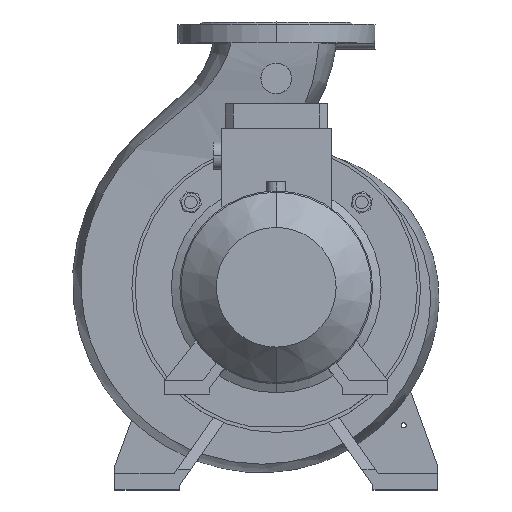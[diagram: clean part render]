
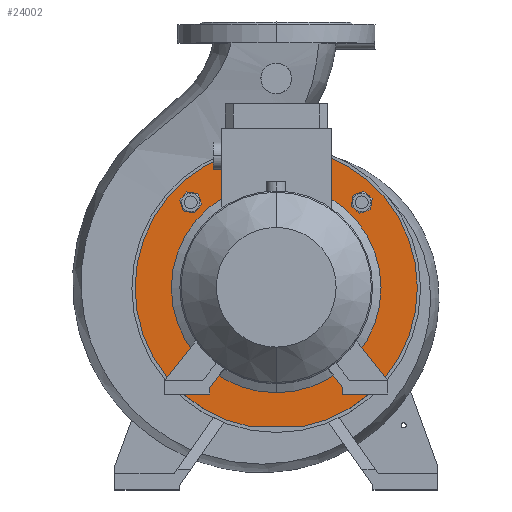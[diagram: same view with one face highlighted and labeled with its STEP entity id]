
A CAD part, top view. The second image highlights one B-rep face of the part: STEP entity #24002.
In plain terms, the highlighted planar face has unit normal (0, 0, 1).
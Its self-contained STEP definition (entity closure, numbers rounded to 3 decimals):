
#167 = DIRECTION ( 'NONE',  ( 0., -1., 0. ) ) ;
#910 = CIRCLE ( 'NONE', #61199, 11.4 ) ;
#960 = ORIENTED_EDGE ( 'NONE', *, *, #8166, .F. ) ;
#1364 = VERTEX_POINT ( 'NONE', #49927 ) ;
#2466 = DIRECTION ( 'NONE',  ( 0., 0., -1. ) ) ;
#2952 = AXIS2_PLACEMENT_3D ( 'NONE', #13267, #56444, #9295 ) ;
#4082 = CIRCLE ( 'NONE', #13281, 130. ) ;
#4495 = CARTESIAN_POINT ( 'NONE',  ( 106.066, -106.066, 243. ) ) ;
#4597 = EDGE_CURVE ( 'NONE', #20146, #16236, #8776, .T. ) ;
#4708 = FACE_BOUND ( 'NONE', #6006, .T. ) ;
#4887 = CIRCLE ( 'NONE', #23980, 11.4 ) ;
#5766 = VERTEX_POINT ( 'NONE', #41982 ) ;
#6006 = EDGE_LOOP ( 'NONE', ( #56845, #9947 ) ) ;
#6275 = FACE_BOUND ( 'NONE', #39619, .T. ) ;
#6300 = VECTOR ( 'NONE', #16035, 1000. ) ;
#7190 = CARTESIAN_POINT ( 'NONE',  ( 0., 175., 243. ) ) ;
#7552 = VERTEX_POINT ( 'NONE', #23947 ) ;
#8154 = ORIENTED_EDGE ( 'NONE', *, *, #33825, .T. ) ;
#8166 = EDGE_CURVE ( 'NONE', #5766, #45922, #59512, .T. ) ;
#8234 = ORIENTED_EDGE ( 'NONE', *, *, #30225, .F. ) ;
#8776 = LINE ( 'NONE', #51424, #6300 ) ;
#9032 = CARTESIAN_POINT ( 'NONE',  ( 106.066, 106.066, 243. ) ) ;
#9295 = DIRECTION ( 'NONE',  ( 0., -1., 0. ) ) ;
#9706 = CARTESIAN_POINT ( 'NONE',  ( -32.265, -172., 243. ) ) ;
#9755 = CARTESIAN_POINT ( 'NONE',  ( 0., 0., 243. ) ) ;
#9947 = ORIENTED_EDGE ( 'NONE', *, *, #53452, .T. ) ;
#9980 = DIRECTION ( 'NONE',  ( 0., 1., 0. ) ) ;
#10151 = EDGE_LOOP ( 'NONE', ( #8234, #960 ) ) ;
#10618 = AXIS2_PLACEMENT_3D ( 'NONE', #21841, #62354, #12041 ) ;
#10856 = DIRECTION ( 'NONE',  ( 0., 0., 1. ) ) ;
#11686 = ORIENTED_EDGE ( 'NONE', *, *, #21390, .T. ) ;
#11904 = ORIENTED_EDGE ( 'NONE', *, *, #38579, .T. ) ;
#12041 = DIRECTION ( 'NONE',  ( 0., 1., 0. ) ) ;
#13043 = ORIENTED_EDGE ( 'NONE', *, *, #60575, .F. ) ;
#13267 = CARTESIAN_POINT ( 'NONE',  ( -106.066, -106.066, 243. ) ) ;
#13281 = AXIS2_PLACEMENT_3D ( 'NONE', #60908, #41560, #31297 ) ;
#13590 = CARTESIAN_POINT ( 'NONE',  ( 106.066, -106.066, 243. ) ) ;
#14354 = AXIS2_PLACEMENT_3D ( 'NONE', #36268, #10856, #47598 ) ;
#14486 = CIRCLE ( 'NONE', #14354, 11.4 ) ;
#14573 = CIRCLE ( 'NONE', #2952, 11.4 ) ;
#15102 = CIRCLE ( 'NONE', #58113, 11.4 ) ;
#16035 = DIRECTION ( 'NONE',  ( 1., 0., 0. ) ) ;
#16236 = VERTEX_POINT ( 'NONE', #26256 ) ;
#16681 = CARTESIAN_POINT ( 'NONE',  ( 0., 130., 243. ) ) ;
#17385 = CARTESIAN_POINT ( 'NONE',  ( 104.086, 94.839, 243. ) ) ;
#18906 = DIRECTION ( 'NONE',  ( 0., -1., 0. ) ) ;
#19147 = DIRECTION ( 'NONE',  ( 0., -1., 0. ) ) ;
#19618 = DIRECTION ( 'NONE',  ( 0., 0., -1. ) ) ;
#19652 = ORIENTED_EDGE ( 'NONE', *, *, #4597, .T. ) ;
#19835 = DIRECTION ( 'NONE',  ( 0., -1., 0. ) ) ;
#20146 = VERTEX_POINT ( 'NONE', #9706 ) ;
#21228 = CARTESIAN_POINT ( 'NONE',  ( -106.066, 106.066, 243. ) ) ;
#21390 = EDGE_CURVE ( 'NONE', #37871, #24426, #46939, .T. ) ;
#21761 = ORIENTED_EDGE ( 'NONE', *, *, #27864, .T. ) ;
#21841 = CARTESIAN_POINT ( 'NONE',  ( 0., 0., 243. ) ) ;
#23947 = CARTESIAN_POINT ( 'NONE',  ( 0., -130., 243. ) ) ;
#23980 = AXIS2_PLACEMENT_3D ( 'NONE', #4495, #19618, #19835 ) ;
#24002 = ADVANCED_FACE ( 'NONE', ( #6275, #4708, #57263, #65963, #42951, #52439 ), #52014, .T. ) ;
#24426 = VERTEX_POINT ( 'NONE', #28878 ) ;
#25187 = EDGE_CURVE ( 'NONE', #56943, #1364, #4887, .T. ) ;
#25761 = DIRECTION ( 'NONE',  ( 0., 0., 1. ) ) ;
#25830 = VERTEX_POINT ( 'NONE', #25941 ) ;
#25941 = CARTESIAN_POINT ( 'NONE',  ( -108.046, -117.293, 243. ) ) ;
#26126 = DIRECTION ( 'NONE',  ( 0., 0., -1. ) ) ;
#26256 = CARTESIAN_POINT ( 'NONE',  ( 32.265, -172., 243. ) ) ;
#27636 = DIRECTION ( 'NONE',  ( 0., -1., 0. ) ) ;
#27864 = EDGE_CURVE ( 'NONE', #1364, #56943, #40721, .T. ) ;
#28567 = CIRCLE ( 'NONE', #10618, 175. ) ;
#28878 = CARTESIAN_POINT ( 'NONE',  ( -117.293, 108.046, 243. ) ) ;
#28884 = AXIS2_PLACEMENT_3D ( 'NONE', #9032, #43965, #44422 ) ;
#29791 = VERTEX_POINT ( 'NONE', #37172 ) ;
#30225 = EDGE_CURVE ( 'NONE', #45922, #5766, #14486, .T. ) ;
#31297 = DIRECTION ( 'NONE',  ( 0., 1., 0. ) ) ;
#32582 = AXIS2_PLACEMENT_3D ( 'NONE', #9755, #39816, #9980 ) ;
#33607 = ORIENTED_EDGE ( 'NONE', *, *, #39947, .T. ) ;
#33669 = AXIS2_PLACEMENT_3D ( 'NONE', #41662, #57677, #47699 ) ;
#33825 = EDGE_CURVE ( 'NONE', #24426, #37871, #15102, .T. ) ;
#36268 = CARTESIAN_POINT ( 'NONE',  ( 106.066, 106.066, 243. ) ) ;
#36596 = EDGE_LOOP ( 'NONE', ( #19652, #64587, #13043 ) ) ;
#37152 = EDGE_CURVE ( 'NONE', #53138, #16236, #38800, .T. ) ;
#37172 = CARTESIAN_POINT ( 'NONE',  ( -104.086, -94.839, 243. ) ) ;
#37223 = EDGE_LOOP ( 'NONE', ( #11904, #33607 ) ) ;
#37606 = CIRCLE ( 'NONE', #32582, 130. ) ;
#37871 = VERTEX_POINT ( 'NONE', #38803 ) ;
#38579 = EDGE_CURVE ( 'NONE', #59516, #7552, #4082, .T. ) ;
#38800 = CIRCLE ( 'NONE', #33669, 175. ) ;
#38803 = CARTESIAN_POINT ( 'NONE',  ( -94.839, 104.086, 243. ) ) ;
#39396 = DIRECTION ( 'NONE',  ( 0., 0., -1. ) ) ;
#39619 = EDGE_LOOP ( 'NONE', ( #54688, #21761 ) ) ;
#39816 = DIRECTION ( 'NONE',  ( 0., 0., -1. ) ) ;
#39947 = EDGE_CURVE ( 'NONE', #7552, #59516, #37606, .T. ) ;
#40721 = CIRCLE ( 'NONE', #65684, 11.4 ) ;
#41560 = DIRECTION ( 'NONE',  ( 0., 0., -1. ) ) ;
#41662 = CARTESIAN_POINT ( 'NONE',  ( 0., 0., 243. ) ) ;
#41982 = CARTESIAN_POINT ( 'NONE',  ( 108.046, 117.293, 243. ) ) ;
#42951 = FACE_OUTER_BOUND ( 'NONE', #36596, .T. ) ;
#43965 = DIRECTION ( 'NONE',  ( 0., 0., 1. ) ) ;
#44422 = DIRECTION ( 'NONE',  ( 0., -1., 0. ) ) ;
#45922 = VERTEX_POINT ( 'NONE', #17385 ) ;
#46939 = CIRCLE ( 'NONE', #62864, 11.4 ) ;
#47598 = DIRECTION ( 'NONE',  ( 0., -1., 0. ) ) ;
#47699 = DIRECTION ( 'NONE',  ( 0., 1., 0. ) ) ;
#49229 = DIRECTION ( 'NONE',  ( 0., 0., -1. ) ) ;
#49927 = CARTESIAN_POINT ( 'NONE',  ( 117.293, -108.046, 243. ) ) ;
#51199 = AXIS2_PLACEMENT_3D ( 'NONE', #56287, #25761, #167 ) ;
#51424 = CARTESIAN_POINT ( 'NONE',  ( -175., -172., 243. ) ) ;
#52014 = PLANE ( 'NONE',  #51199 ) ;
#52439 = FACE_BOUND ( 'NONE', #37223, .T. ) ;
#53138 = VERTEX_POINT ( 'NONE', #7190 ) ;
#53452 = EDGE_CURVE ( 'NONE', #25830, #29791, #910, .T. ) ;
#54198 = CARTESIAN_POINT ( 'NONE',  ( 94.839, -104.086, 243. ) ) ;
#54688 = ORIENTED_EDGE ( 'NONE', *, *, #25187, .T. ) ;
#54882 = EDGE_CURVE ( 'NONE', #29791, #25830, #14573, .T. ) ;
#56287 = CARTESIAN_POINT ( 'NONE',  ( 0., 175., 243. ) ) ;
#56444 = DIRECTION ( 'NONE',  ( 0., 0., -1. ) ) ;
#56845 = ORIENTED_EDGE ( 'NONE', *, *, #54882, .T. ) ;
#56860 = DIRECTION ( 'NONE',  ( 0., -1., 0. ) ) ;
#56943 = VERTEX_POINT ( 'NONE', #54198 ) ;
#57263 = FACE_BOUND ( 'NONE', #62302, .T. ) ;
#57677 = DIRECTION ( 'NONE',  ( 0., 0., -1. ) ) ;
#58113 = AXIS2_PLACEMENT_3D ( 'NONE', #65600, #39396, #18906 ) ;
#59512 = CIRCLE ( 'NONE', #28884, 11.4 ) ;
#59516 = VERTEX_POINT ( 'NONE', #16681 ) ;
#60575 = EDGE_CURVE ( 'NONE', #20146, #53138, #28567, .T. ) ;
#60908 = CARTESIAN_POINT ( 'NONE',  ( 0., 0., 243. ) ) ;
#61199 = AXIS2_PLACEMENT_3D ( 'NONE', #63665, #2466, #27636 ) ;
#62302 = EDGE_LOOP ( 'NONE', ( #11686, #8154 ) ) ;
#62354 = DIRECTION ( 'NONE',  ( 0., 0., -1. ) ) ;
#62864 = AXIS2_PLACEMENT_3D ( 'NONE', #21228, #26126, #56860 ) ;
#63665 = CARTESIAN_POINT ( 'NONE',  ( -106.066, -106.066, 243. ) ) ;
#64587 = ORIENTED_EDGE ( 'NONE', *, *, #37152, .F. ) ;
#65600 = CARTESIAN_POINT ( 'NONE',  ( -106.066, 106.066, 243. ) ) ;
#65684 = AXIS2_PLACEMENT_3D ( 'NONE', #13590, #49229, #19147 ) ;
#65963 = FACE_BOUND ( 'NONE', #10151, .T. ) ;
